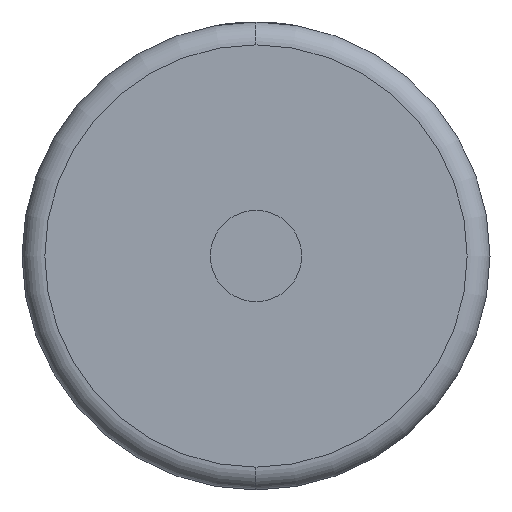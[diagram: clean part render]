
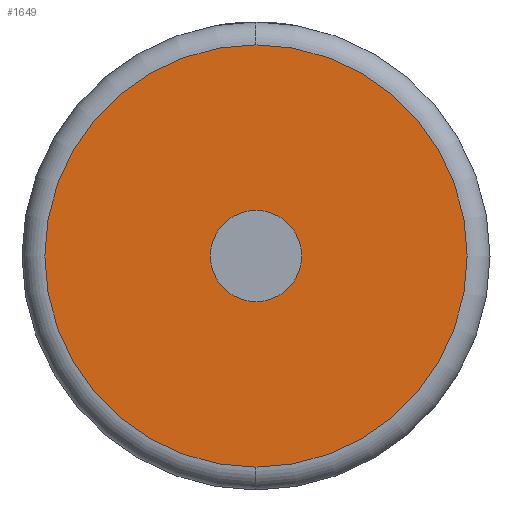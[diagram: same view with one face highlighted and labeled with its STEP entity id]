
A CAD part, left-side view. The second image highlights one B-rep face of the part: STEP entity #1649.
In plain terms, the highlighted planar face has unit normal (-1, 0, 0).
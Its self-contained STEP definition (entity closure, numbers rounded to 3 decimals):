
#732 = CARTESIAN_POINT ( 'NONE',  ( 0., 0., 0. ) ) ;
#1020 = EDGE_LOOP ( 'NONE', ( #5145, #6178 ) ) ;
#1025 = CARTESIAN_POINT ( 'NONE',  ( 0., 0., 18.5 ) ) ;
#1064 = CARTESIAN_POINT ( 'NONE',  ( 0., 0., 4. ) ) ;
#1236 = DIRECTION ( 'NONE',  ( 1., 0., 0. ) ) ;
#1297 = DIRECTION ( 'NONE',  ( 0., 0., -1. ) ) ;
#1458 = AXIS2_PLACEMENT_3D ( 'NONE', #4452, #2404, #4946 ) ;
#1591 = EDGE_CURVE ( 'NONE', #5404, #5245, #3937, .T. ) ;
#1592 = CARTESIAN_POINT ( 'NONE',  ( 0., 0., 0. ) ) ;
#1649 = ADVANCED_FACE ( 'NONE', ( #5446, #4879 ), #3348, .F. ) ;
#2404 = DIRECTION ( 'NONE',  ( -1., 0., 0. ) ) ;
#2493 = AXIS2_PLACEMENT_3D ( 'NONE', #732, #3288, #1297 ) ;
#2597 = DIRECTION ( 'NONE',  ( 0., 0., -1. ) ) ;
#2662 = VERTEX_POINT ( 'NONE', #3195 ) ;
#2918 = CIRCLE ( 'NONE', #1458, 4. ) ;
#3195 = CARTESIAN_POINT ( 'NONE',  ( 0., 0., -4. ) ) ;
#3288 = DIRECTION ( 'NONE',  ( -1., 0., 0. ) ) ;
#3298 = AXIS2_PLACEMENT_3D ( 'NONE', #4643, #5225, #2597 ) ;
#3348 = PLANE ( 'NONE',  #5037 ) ;
#3470 = CIRCLE ( 'NONE', #6106, 18.5 ) ;
#3726 = ORIENTED_EDGE ( 'NONE', *, *, #5820, .F. ) ;
#3846 = DIRECTION ( 'NONE',  ( 0., 0., -1. ) ) ;
#3905 = VERTEX_POINT ( 'NONE', #1064 ) ;
#3937 = CIRCLE ( 'NONE', #2493, 18.5 ) ;
#4050 = EDGE_LOOP ( 'NONE', ( #4901, #3726 ) ) ;
#4383 = CARTESIAN_POINT ( 'NONE',  ( 0., 0., -18.5 ) ) ;
#4438 = EDGE_CURVE ( 'NONE', #5245, #5404, #3470, .T. ) ;
#4452 = CARTESIAN_POINT ( 'NONE',  ( 0., 0., 0. ) ) ;
#4582 = DIRECTION ( 'NONE',  ( 0., 0., -1. ) ) ;
#4643 = CARTESIAN_POINT ( 'NONE',  ( 0., 0., 0. ) ) ;
#4879 = FACE_BOUND ( 'NONE', #4050, .T. ) ;
#4901 = ORIENTED_EDGE ( 'NONE', *, *, #6041, .F. ) ;
#4946 = DIRECTION ( 'NONE',  ( 0., 0., -1. ) ) ;
#5037 = AXIS2_PLACEMENT_3D ( 'NONE', #5861, #1236, #3846 ) ;
#5096 = CIRCLE ( 'NONE', #3298, 4. ) ;
#5145 = ORIENTED_EDGE ( 'NONE', *, *, #4438, .T. ) ;
#5225 = DIRECTION ( 'NONE',  ( -1., 0., 0. ) ) ;
#5245 = VERTEX_POINT ( 'NONE', #4383 ) ;
#5404 = VERTEX_POINT ( 'NONE', #1025 ) ;
#5446 = FACE_OUTER_BOUND ( 'NONE', #1020, .T. ) ;
#5820 = EDGE_CURVE ( 'NONE', #3905, #2662, #2918, .T. ) ;
#5861 = CARTESIAN_POINT ( 'NONE',  ( 0., 0., 0. ) ) ;
#6041 = EDGE_CURVE ( 'NONE', #2662, #3905, #5096, .T. ) ;
#6095 = DIRECTION ( 'NONE',  ( -1., 0., 0. ) ) ;
#6106 = AXIS2_PLACEMENT_3D ( 'NONE', #1592, #6095, #4582 ) ;
#6178 = ORIENTED_EDGE ( 'NONE', *, *, #1591, .T. ) ;
